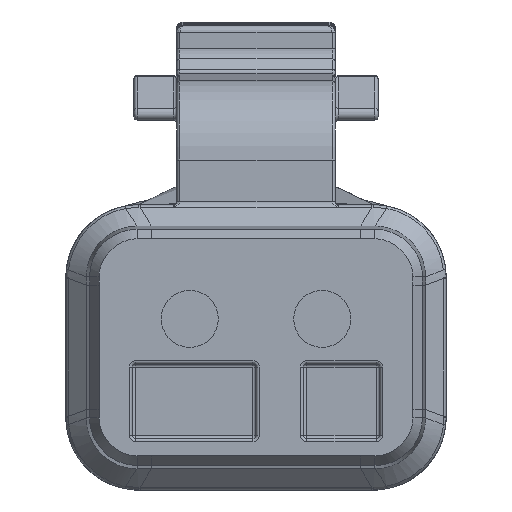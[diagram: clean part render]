
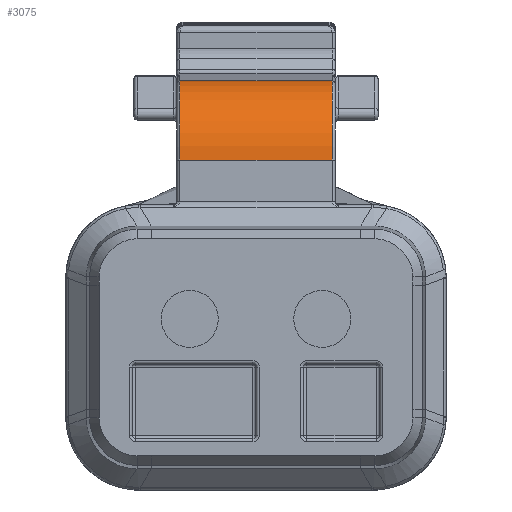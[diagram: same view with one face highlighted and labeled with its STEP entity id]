
A CAD part, front view. The second image highlights one B-rep face of the part: STEP entity #3075.
In plain terms, the highlighted cylindrical face has radius 2.5 mm (diameter 5 mm), a partial arc.
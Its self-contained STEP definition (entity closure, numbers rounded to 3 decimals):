
#1453=CYLINDRICAL_SURFACE('',#17976,2.5);
#1976=CIRCLE('',#17974,2.5);
#1977=CIRCLE('',#17975,2.5);
#3075=ADVANCED_FACE('',(#4393),#1453,.T.);
#4393=FACE_OUTER_BOUND('',#5546,.T.);
#5546=EDGE_LOOP('',(#7468,#7469,#7470,#7471));
#7468=ORIENTED_EDGE('',*,*,#14082,.F.);
#7469=ORIENTED_EDGE('',*,*,#14090,.T.);
#7470=ORIENTED_EDGE('',*,*,#13830,.F.);
#7471=ORIENTED_EDGE('',*,*,#14091,.T.);
#12242=VERTEX_POINT('',#26595);
#12243=VERTEX_POINT('',#26596);
#12436=VERTEX_POINT('',#27862);
#12437=VERTEX_POINT('',#27864);
#13830=EDGE_CURVE('',#12242,#12243,#16238,.T.);
#14082=EDGE_CURVE('',#12436,#12437,#16320,.T.);
#14090=EDGE_CURVE('',#12436,#12243,#1976,.T.);
#14091=EDGE_CURVE('',#12242,#12437,#1977,.T.);
#16238=LINE('',#26594,#17038);
#16320=LINE('',#27863,#17120);
#17038=VECTOR('',#20088,1.);
#17120=VECTOR('',#20460,1.);
#17974=AXIS2_PLACEMENT_3D('',#27879,#20472,#20473);
#17975=AXIS2_PLACEMENT_3D('',#27880,#20474,#20475);
#17976=AXIS2_PLACEMENT_3D('',#27881,#20476,#20477);
#20088=DIRECTION('',(-1.,0.,0.));
#20460=DIRECTION('',(1.,0.,0.));
#20472=DIRECTION('',(1.,0.,0.));
#20473=DIRECTION('',(0.,0.,-1.));
#20474=DIRECTION('',(-1.,0.,0.));
#20475=DIRECTION('',(0.,0.,-1.));
#20476=DIRECTION('',(1.,0.,0.));
#20477=DIRECTION('',(0.,0.,-1.));
#26594=CARTESIAN_POINT('',(-3.7,0.,5.91));
#26595=CARTESIAN_POINT('',(2.4,0.,5.91));
#26596=CARTESIAN_POINT('',(-2.4,0.,5.91));
#27862=CARTESIAN_POINT('',(-2.4,2.448,8.41));
#27863=CARTESIAN_POINT('',(-2.5,2.448,8.41));
#27864=CARTESIAN_POINT('',(2.4,2.448,8.41));
#27879=CARTESIAN_POINT('',(-2.4,2.5,5.91));
#27880=CARTESIAN_POINT('',(2.4,2.5,5.91));
#27881=CARTESIAN_POINT('',(-2.5,2.5,5.91));
